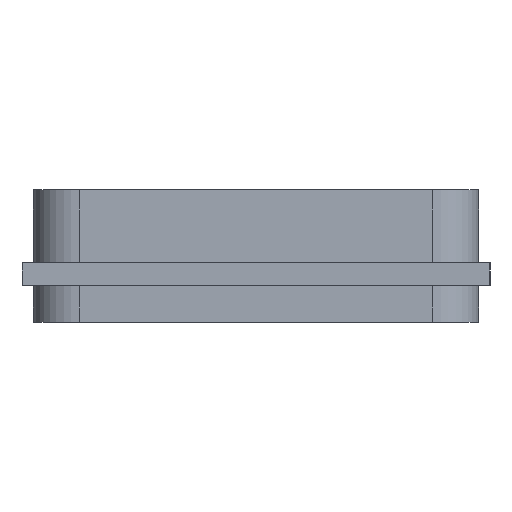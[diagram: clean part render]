
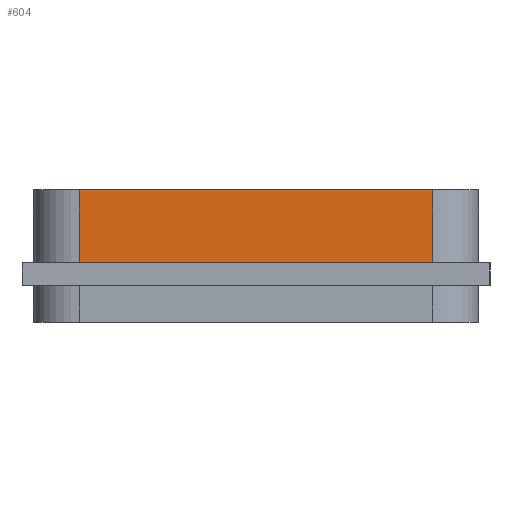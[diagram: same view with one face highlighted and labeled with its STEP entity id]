
A CAD part, left-side view. The second image highlights one B-rep face of the part: STEP entity #604.
In plain terms, the highlighted planar face has unit normal (-1, 0, 0).
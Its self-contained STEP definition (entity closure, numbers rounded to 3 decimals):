
#38=PLANE('',#673);
#216=ORIENTED_EDGE('',*,*,#268,.F.);
#217=ORIENTED_EDGE('',*,*,#313,.F.);
#218=ORIENTED_EDGE('',*,*,#305,.T.);
#219=ORIENTED_EDGE('',*,*,#312,.T.);
#268=EDGE_CURVE('',#344,#345,#394,.T.);
#305=EDGE_CURVE('',#370,#369,#422,.T.);
#312=EDGE_CURVE('',#369,#345,#428,.T.);
#313=EDGE_CURVE('',#370,#344,#429,.T.);
#344=VERTEX_POINT('',#926);
#345=VERTEX_POINT('',#928);
#369=VERTEX_POINT('',#1002);
#370=VERTEX_POINT('',#1004);
#394=LINE('',#927,#454);
#422=LINE('',#1003,#482);
#428=LINE('',#1016,#488);
#429=LINE('',#1018,#489);
#454=VECTOR('',#749,1000.);
#482=VECTOR('',#823,1000.);
#488=VECTOR('',#839,1000.);
#489=VECTOR('',#842,1000.);
#524=EDGE_LOOP('',(#216,#217,#218,#219));
#560=FACE_BOUND('',#524,.T.);
#604=ADVANCED_FACE('',(#560),#38,.T.);
#673=AXIS2_PLACEMENT_3D('',#1017,#840,#841);
#749=DIRECTION('',(0.,1.,0.));
#823=DIRECTION('',(0.,1.,0.));
#839=DIRECTION('',(0.,0.,-1.));
#840=DIRECTION('',(-1.,0.,0.));
#841=DIRECTION('',(0.,-1.,0.));
#842=DIRECTION('',(0.,0.,-1.));
#926=CARTESIAN_POINT('',(-19.812,-7.716,0.5));
#927=CARTESIAN_POINT('',(-19.812,-7.716,0.5));
#928=CARTESIAN_POINT('',(-19.812,7.716,0.5));
#1002=CARTESIAN_POINT('',(-19.812,7.716,3.685));
#1003=CARTESIAN_POINT('',(-19.812,-7.716,3.685));
#1004=CARTESIAN_POINT('',(-19.812,-7.716,3.685));
#1016=CARTESIAN_POINT('',(-19.812,7.716,3.685));
#1017=CARTESIAN_POINT('',(-19.812,-7.716,3.685));
#1018=CARTESIAN_POINT('',(-19.812,-7.716,3.685));
